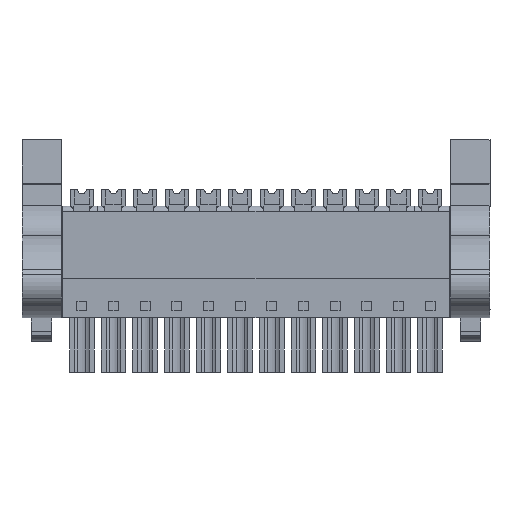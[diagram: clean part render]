
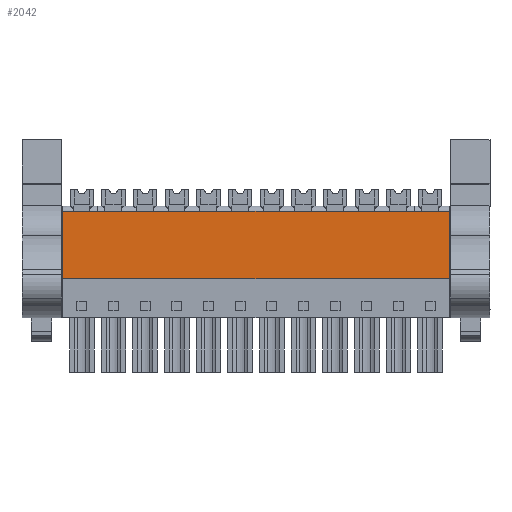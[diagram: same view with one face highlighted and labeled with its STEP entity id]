
A CAD part, front view. The second image highlights one B-rep face of the part: STEP entity #2042.
In plain terms, the highlighted planar face has unit normal (0, -1, 0).
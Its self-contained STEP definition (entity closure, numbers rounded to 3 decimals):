
#2022=AXIS2_PLACEMENT_3D('Plane Axis2P3D',#2019,#2020,#2021) ;
#77=CARTESIAN_POINT('Vertex',(4.9,2.029,11.25)) ;
#80=CARTESIAN_POINT('Line Origine',(4.9,2.029,15.325)) ;
#84=CARTESIAN_POINT('Vertex',(4.9,2.029,19.4)) ;
#2003=CARTESIAN_POINT('Vertex',(51.41,2.029,11.25)) ;
#2006=CARTESIAN_POINT('Line Origine',(28.155,2.029,11.25)) ;
#2019=CARTESIAN_POINT('Axis2P3D Location',(35.28,2.029,19.4)) ;
#2024=CARTESIAN_POINT('Line Origine',(51.41,2.029,15.325)) ;
#2028=CARTESIAN_POINT('Vertex',(51.41,2.029,19.4)) ;
#2031=CARTESIAN_POINT('Line Origine',(28.155,2.029,19.4)) ;
#81=DIRECTION('Vector Direction',(0.,0.,1.)) ;
#2007=DIRECTION('Vector Direction',(1.,0.,0.)) ;
#2020=DIRECTION('Axis2P3D Direction',(0.,-1.,0.)) ;
#2021=DIRECTION('Axis2P3D XDirection',(0.,0.,-1.)) ;
#2025=DIRECTION('Vector Direction',(0.,0.,-1.)) ;
#2032=DIRECTION('Vector Direction',(1.,0.,0.)) ;
#82=VECTOR('Line Direction',#81,1.) ;
#2008=VECTOR('Line Direction',#2007,1.) ;
#2026=VECTOR('Line Direction',#2025,1.) ;
#2033=VECTOR('Line Direction',#2032,1.) ;
#2037=ORIENTED_EDGE('',*,*,#2010,.T.) ;
#2038=ORIENTED_EDGE('',*,*,#2030,.F.) ;
#2039=ORIENTED_EDGE('',*,*,#2035,.F.) ;
#2040=ORIENTED_EDGE('',*,*,#86,.F.) ;
#2042=ADVANCED_FACE('HOUSING',(#2041),#2023,.T.) ;
#86=EDGE_CURVE('',#78,#85,#83,.T.) ;
#2010=EDGE_CURVE('',#78,#2004,#2009,.T.) ;
#2030=EDGE_CURVE('',#2029,#2004,#2027,.T.) ;
#2035=EDGE_CURVE('',#85,#2029,#2034,.T.) ;
#2036=EDGE_LOOP('',(#2037,#2038,#2039,#2040)) ;
#2041=FACE_OUTER_BOUND('',#2036,.T.) ;
#83=LINE('Line',#80,#82) ;
#2009=LINE('Line',#2006,#2008) ;
#2027=LINE('Line',#2024,#2026) ;
#2034=LINE('Line',#2031,#2033) ;
#2023=PLANE('',#2022) ;
#78=VERTEX_POINT('',#77) ;
#85=VERTEX_POINT('',#84) ;
#2004=VERTEX_POINT('',#2003) ;
#2029=VERTEX_POINT('',#2028) ;
